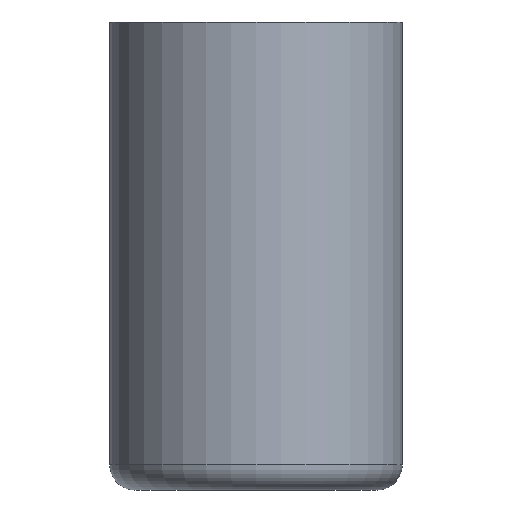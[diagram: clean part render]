
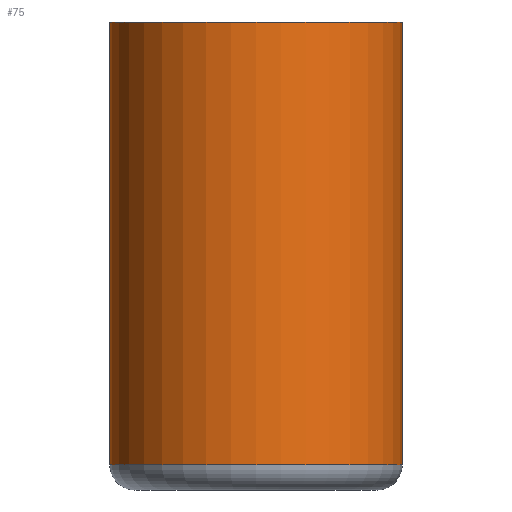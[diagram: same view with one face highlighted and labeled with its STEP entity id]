
A CAD part, front view. The second image highlights one B-rep face of the part: STEP entity #75.
In plain terms, the highlighted cylindrical face has radius 8.75 mm (diameter 17.5 mm), a full revolution.
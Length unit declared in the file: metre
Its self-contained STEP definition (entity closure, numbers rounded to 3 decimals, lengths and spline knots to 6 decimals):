
#15=CYLINDRICAL_SURFACE('',#98,0.00875);
#19=ORIENTED_EDGE('',*,*,#31,.T.);
#20=ORIENTED_EDGE('',*,*,#32,.F.);
#31=EDGE_CURVE('',#37,#37,#43,.T.);
#32=EDGE_CURVE('',#38,#38,#44,.T.);
#37=VERTEX_POINT('',#145);
#38=VERTEX_POINT('',#147);
#43=CIRCLE('',#99,0.00875);
#44=CIRCLE('',#100,0.00875);
#49=EDGE_LOOP('',(#19));
#50=EDGE_LOOP('',(#20));
#61=FACE_BOUND('',#49,.T.);
#62=FACE_BOUND('',#50,.T.);
#75=ADVANCED_FACE('',(#61,#62),#15,.T.);
#98=AXIS2_PLACEMENT_3D('',#143,#118,#119);
#99=AXIS2_PLACEMENT_3D('',#144,#120,#121);
#100=AXIS2_PLACEMENT_3D('',#146,#122,#123);
#118=DIRECTION('',(0.,0.,-1.));
#119=DIRECTION('',(-1.,0.,0.));
#120=DIRECTION('',(0.,0.,1.));
#121=DIRECTION('',(1.,0.,0.));
#122=DIRECTION('',(0.,0.,1.));
#123=DIRECTION('',(1.,0.,0.));
#143=CARTESIAN_POINT('',(-0.051608,0.020955,0.028));
#144=CARTESIAN_POINT('',(-0.051608,0.020955,0.0015));
#145=CARTESIAN_POINT('',(-0.042858,0.020955,0.0015));
#146=CARTESIAN_POINT('',(-0.051608,0.020955,0.028));
#147=CARTESIAN_POINT('',(-0.042858,0.020955,0.028));
